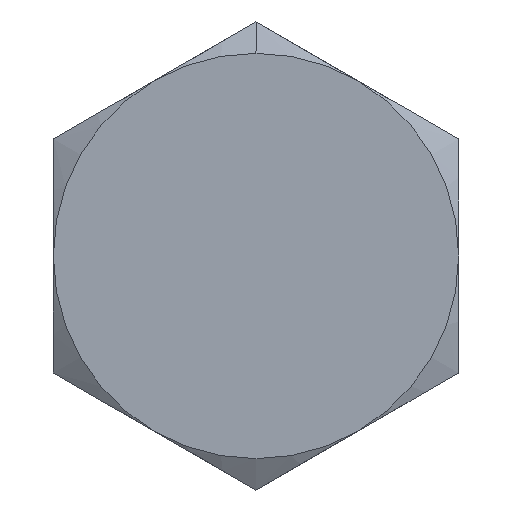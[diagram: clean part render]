
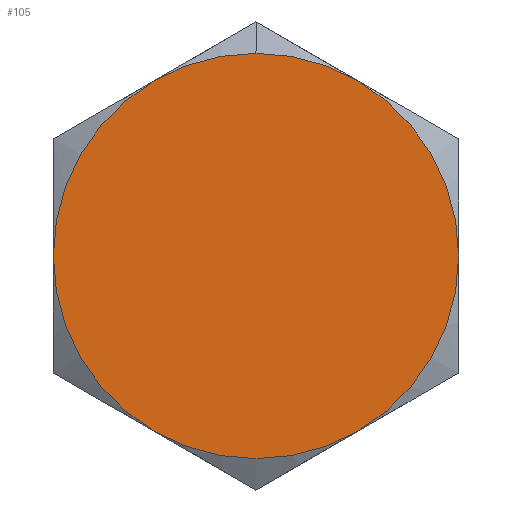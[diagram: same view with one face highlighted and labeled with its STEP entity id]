
A CAD part, front view. The second image highlights one B-rep face of the part: STEP entity #105.
In plain terms, the highlighted planar face has unit normal (0, -1, 0).
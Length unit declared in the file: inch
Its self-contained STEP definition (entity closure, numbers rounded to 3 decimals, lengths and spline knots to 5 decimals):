
#3 = ORIENTED_EDGE ( 'NONE', *, *, #393, .F. ) ;
#11 = AXIS2_PLACEMENT_3D ( 'NONE', #521, #404, #171 ) ;
#25 = VERTEX_POINT ( 'NONE', #498 ) ;
#40 = CIRCLE ( 'NONE', #516, 0.10827 ) ;
#49 = DIRECTION ( 'NONE',  ( 0., 1., 0. ) ) ;
#53 = CARTESIAN_POINT ( 'NONE',  ( -0.10827, 0., 0. ) ) ;
#62 = DIRECTION ( 'NONE',  ( 0., 1., 0. ) ) ;
#74 = AXIS2_PLACEMENT_3D ( 'NONE', #519, #62, #707 ) ;
#98 = DIRECTION ( 'NONE',  ( 0., 1., 0. ) ) ;
#103 = CIRCLE ( 'NONE', #74, 0.10827 ) ;
#105 = ADVANCED_FACE ( 'NONE', ( #223 ), #699, .F. ) ;
#114 = DIRECTION ( 'NONE',  ( 0., 0., 1. ) ) ;
#122 = EDGE_CURVE ( 'NONE', #424, #419, #386, .T. ) ;
#139 = EDGE_CURVE ( 'NONE', #323, #490, #438, .T. ) ;
#143 = EDGE_LOOP ( 'NONE', ( #517, #248, #303, #452, #665, #657, #3 ) ) ;
#171 = DIRECTION ( 'NONE',  ( 0., 0., 1. ) ) ;
#173 = DIRECTION ( 'NONE',  ( 0., 1., 0. ) ) ;
#223 = FACE_OUTER_BOUND ( 'NONE', #143, .T. ) ;
#228 = CARTESIAN_POINT ( 'NONE',  ( 0.05413, 0., -0.09376 ) ) ;
#248 = ORIENTED_EDGE ( 'NONE', *, *, #122, .F. ) ;
#277 = DIRECTION ( 'NONE',  ( 0., 0., 1. ) ) ;
#303 = ORIENTED_EDGE ( 'NONE', *, *, #549, .F. ) ;
#311 = DIRECTION ( 'NONE',  ( 0., 1., 0. ) ) ;
#323 = VERTEX_POINT ( 'NONE', #380 ) ;
#331 = AXIS2_PLACEMENT_3D ( 'NONE', #407, #49, #114 ) ;
#332 = VERTEX_POINT ( 'NONE', #680 ) ;
#344 = DIRECTION ( 'NONE',  ( 0., 0., 1. ) ) ;
#380 = CARTESIAN_POINT ( 'NONE',  ( 0.10827, 0., 0. ) ) ;
#384 = CARTESIAN_POINT ( 'NONE',  ( 0., 0., 0. ) ) ;
#386 = CIRCLE ( 'NONE', #331, 0.10827 ) ;
#393 = EDGE_CURVE ( 'NONE', #396, #332, #40, .T. ) ;
#396 = VERTEX_POINT ( 'NONE', #668 ) ;
#400 = CARTESIAN_POINT ( 'NONE',  ( 0., 0., 0. ) ) ;
#403 = CARTESIAN_POINT ( 'NONE',  ( 0., 0., 0. ) ) ;
#404 = DIRECTION ( 'NONE',  ( 0., 1., 0. ) ) ;
#407 = CARTESIAN_POINT ( 'NONE',  ( 0., 0., 0. ) ) ;
#416 = CARTESIAN_POINT ( 'NONE',  ( 0., 0., 0. ) ) ;
#417 = EDGE_CURVE ( 'NONE', #332, #25, #529, .T. ) ;
#419 = VERTEX_POINT ( 'NONE', #53 ) ;
#424 = VERTEX_POINT ( 'NONE', #634 ) ;
#438 = CIRCLE ( 'NONE', #558, 0.10827 ) ;
#452 = ORIENTED_EDGE ( 'NONE', *, *, #139, .F. ) ;
#483 = AXIS2_PLACEMENT_3D ( 'NONE', #403, #574, #277 ) ;
#484 = AXIS2_PLACEMENT_3D ( 'NONE', #416, #584, #344 ) ;
#490 = VERTEX_POINT ( 'NONE', #228 ) ;
#492 = EDGE_CURVE ( 'NONE', #25, #323, #103, .T. ) ;
#498 = CARTESIAN_POINT ( 'NONE',  ( 0.05413, 0., 0.09376 ) ) ;
#511 = DIRECTION ( 'NONE',  ( 0., 0., 1. ) ) ;
#516 = AXIS2_PLACEMENT_3D ( 'NONE', #400, #311, #633 ) ;
#517 = ORIENTED_EDGE ( 'NONE', *, *, #751, .F. ) ;
#519 = CARTESIAN_POINT ( 'NONE',  ( 0., 0., 0. ) ) ;
#521 = CARTESIAN_POINT ( 'NONE',  ( 0., 0., 0. ) ) ;
#529 = CIRCLE ( 'NONE', #484, 0.10827 ) ;
#544 = CIRCLE ( 'NONE', #11, 0.10827 ) ;
#549 = EDGE_CURVE ( 'NONE', #490, #424, #544, .T. ) ;
#558 = AXIS2_PLACEMENT_3D ( 'NONE', #749, #173, #638 ) ;
#574 = DIRECTION ( 'NONE',  ( 0., 1., 0. ) ) ;
#584 = DIRECTION ( 'NONE',  ( 0., 1., 0. ) ) ;
#633 = DIRECTION ( 'NONE',  ( 0., 0., 1. ) ) ;
#634 = CARTESIAN_POINT ( 'NONE',  ( -0.05413, 0., -0.09376 ) ) ;
#638 = DIRECTION ( 'NONE',  ( 0., 0., 1. ) ) ;
#652 = AXIS2_PLACEMENT_3D ( 'NONE', #384, #98, #511 ) ;
#657 = ORIENTED_EDGE ( 'NONE', *, *, #417, .F. ) ;
#665 = ORIENTED_EDGE ( 'NONE', *, *, #492, .F. ) ;
#668 = CARTESIAN_POINT ( 'NONE',  ( -0.05413, 0., 0.09376 ) ) ;
#679 = CIRCLE ( 'NONE', #652, 0.10827 ) ;
#680 = CARTESIAN_POINT ( 'NONE',  ( 0., 0., 0.10827 ) ) ;
#699 = PLANE ( 'NONE',  #483 ) ;
#707 = DIRECTION ( 'NONE',  ( 0., 0., 1. ) ) ;
#749 = CARTESIAN_POINT ( 'NONE',  ( 0., 0., 0. ) ) ;
#751 = EDGE_CURVE ( 'NONE', #419, #396, #679, .T. ) ;
